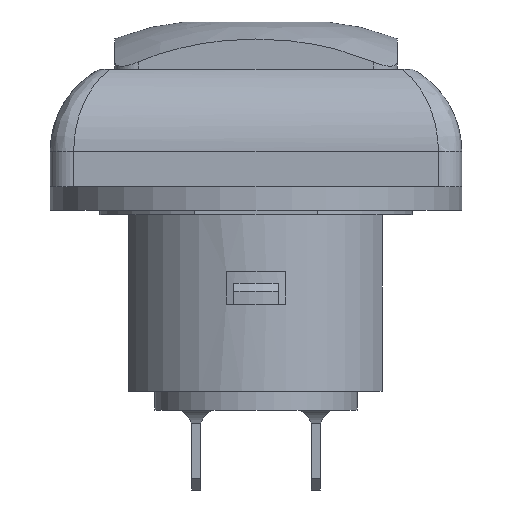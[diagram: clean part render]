
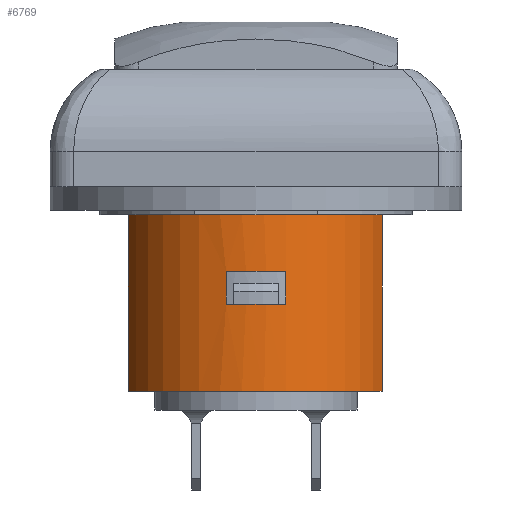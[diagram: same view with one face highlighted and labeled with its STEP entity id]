
A CAD part, left-side view. The second image highlights one B-rep face of the part: STEP entity #6769.
In plain terms, the highlighted cylindrical face has radius 5.7 mm (diameter 11.4 mm), a partial arc.
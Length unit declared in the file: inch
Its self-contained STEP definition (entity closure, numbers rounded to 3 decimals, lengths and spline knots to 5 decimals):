
#6552=CARTESIAN_POINT('',(-0.067,0.21417,-0.04724));
#6553=VERTEX_POINT('',#6552);
#6554=CARTESIAN_POINT('',(-0.067,0.21417,-0.34252));
#6555=VERTEX_POINT('',#6554);
#6556=CARTESIAN_POINT('',(-0.067,0.21417,-0.04724));
#6557=DIRECTION('',(0.0,0.0,-1.0));
#6558=VECTOR('',#6557,0.29528);
#6559=LINE('',#6556,#6558);
#6560=EDGE_CURVE('',#6553,#6555,#6559,.T.);
#6602=CARTESIAN_POINT('',(-0.07635,-0.21102,-0.04724));
#6603=VERTEX_POINT('',#6602);
#6610=CARTESIAN_POINT('',(-0.07635,-0.21102,-0.34252));
#6611=VERTEX_POINT('',#6610);
#6612=CARTESIAN_POINT('',(-0.07635,-0.21102,-0.34252));
#6613=DIRECTION('',(0.0,0.0,1.0));
#6614=VECTOR('',#6613,0.29528);
#6615=LINE('',#6612,#6614);
#6616=EDGE_CURVE('',#6611,#6603,#6615,.T.);
#6641=CARTESIAN_POINT('',(0.0,0.0,-0.34252));
#6642=DIRECTION('',(0.0,0.0,-1.0));
#6643=DIRECTION('',(-1.0,0.0,0.0));
#6644=AXIS2_PLACEMENT_3D('',#6641,#6642,#6643);
#6645=CIRCLE('',#6644,0.22441);
#6646=EDGE_CURVE('',#6611,#6555,#6645,.T.);
#6716=CARTESIAN_POINT('',(0.0,0.0,-0.03248));
#6717=DIRECTION('',(0.0,0.0,-1.0));
#6718=DIRECTION('',(1.,-0.022,0.0));
#6719=AXIS2_PLACEMENT_3D('',#6716,#6717,#6718);
#6720=CYLINDRICAL_SURFACE('',#6719,0.22441);
#6721=ORIENTED_EDGE('',*,*,#6560,.T.);
#6722=ORIENTED_EDGE('',*,*,#6646,.F.);
#6723=ORIENTED_EDGE('',*,*,#6616,.T.);
#6724=CARTESIAN_POINT('',(0.0,0.0,-0.04724));
#6725=DIRECTION('',(0.0,0.0,-1.0));
#6726=DIRECTION('',(-1.0,0.0,0.0));
#6727=AXIS2_PLACEMENT_3D('',#6724,#6725,#6726);
#6728=CIRCLE('',#6727,0.22441);
#6729=EDGE_CURVE('',#6603,#6553,#6728,.T.);
#6730=ORIENTED_EDGE('',*,*,#6729,.T.);
#6731=EDGE_LOOP('',(#6721,#6722,#6723,#6730));
#6732=FACE_OUTER_BOUND('',#6731,.T.);
#6733=CARTESIAN_POINT('',(-0.21872,0.0502,-0.19685));
#6734=VERTEX_POINT('',#6733);
#6735=CARTESIAN_POINT('',(-0.21872,0.0502,-0.14173));
#6736=VERTEX_POINT('',#6735);
#6737=CARTESIAN_POINT('',(-0.21872,0.0502,-0.19685));
#6738=DIRECTION('',(0.0,0.0,1.0));
#6739=VECTOR('',#6738,0.05512);
#6740=LINE('',#6737,#6739);
#6741=EDGE_CURVE('',#6734,#6736,#6740,.T.);
#6742=ORIENTED_EDGE('',*,*,#6741,.T.);
#6743=CARTESIAN_POINT('',(-0.21872,-0.0502,-0.14173));
#6744=VERTEX_POINT('',#6743);
#6745=CARTESIAN_POINT('',(0.0,0.0,-0.14173));
#6746=DIRECTION('',(0.0,0.0,1.0));
#6747=DIRECTION('',(-1.0,0.0,0.0));
#6748=AXIS2_PLACEMENT_3D('',#6745,#6746,#6747);
#6749=CIRCLE('',#6748,0.22441);
#6750=EDGE_CURVE('',#6736,#6744,#6749,.T.);
#6751=ORIENTED_EDGE('',*,*,#6750,.T.);
#6752=CARTESIAN_POINT('',(-0.21872,-0.0502,-0.19685));
#6753=VERTEX_POINT('',#6752);
#6754=CARTESIAN_POINT('',(-0.21872,-0.0502,-0.14173));
#6755=DIRECTION('',(0.0,0.0,-1.0));
#6756=VECTOR('',#6755,0.05512);
#6757=LINE('',#6754,#6756);
#6758=EDGE_CURVE('',#6744,#6753,#6757,.T.);
#6759=ORIENTED_EDGE('',*,*,#6758,.T.);
#6760=CARTESIAN_POINT('',(0.0,0.0,-0.19685));
#6761=DIRECTION('',(0.0,0.0,-1.0));
#6762=DIRECTION('',(-1.0,0.0,0.0));
#6763=AXIS2_PLACEMENT_3D('',#6760,#6761,#6762);
#6764=CIRCLE('',#6763,0.22441);
#6765=EDGE_CURVE('',#6753,#6734,#6764,.T.);
#6766=ORIENTED_EDGE('',*,*,#6765,.T.);
#6767=EDGE_LOOP('',(#6742,#6751,#6759,#6766));
#6768=FACE_BOUND('',#6767,.T.);
#6769=ADVANCED_FACE('',(#6732,#6768),#6720,.T.);
